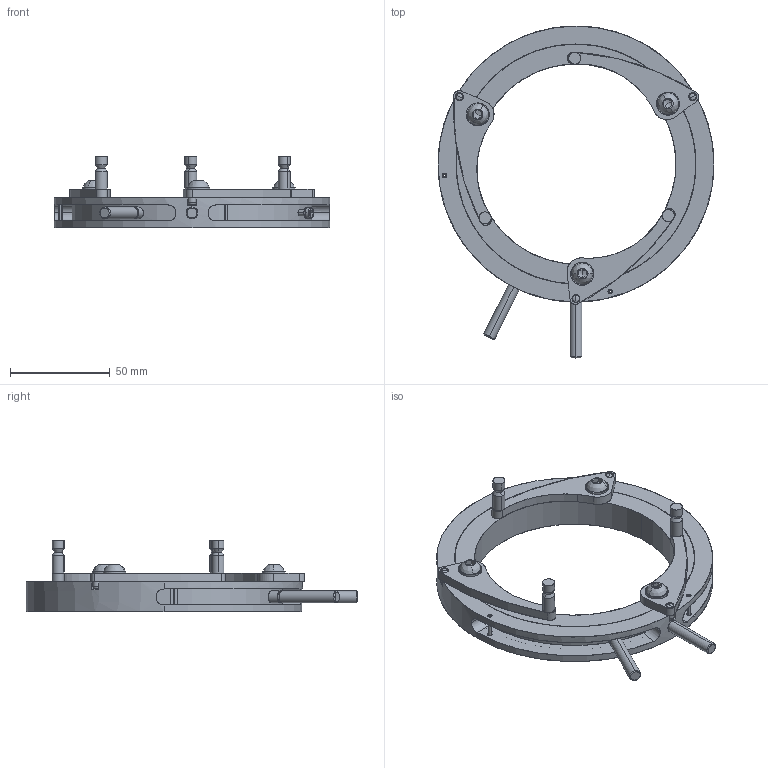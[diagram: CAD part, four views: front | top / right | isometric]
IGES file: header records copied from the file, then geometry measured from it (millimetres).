
Start section: SolidWorks IGES file using analytic representation for surfaces
Global section: file name: 16078.IGS; native system: SolidWorks 2020; preprocessor: SolidWorks 2020; author: R2591; date: 201123.142055; units: millimetre
Bounding box: 138 x 166 x 36 mm (x, y, z)
Surface area: 54264.1 mm2 (no closed solid volume)
Topology: 0 solids, 0 shells, 385 faces, 6809 edges, 6769 vertices
Faces by surface type: revolution 248, bspline 137
